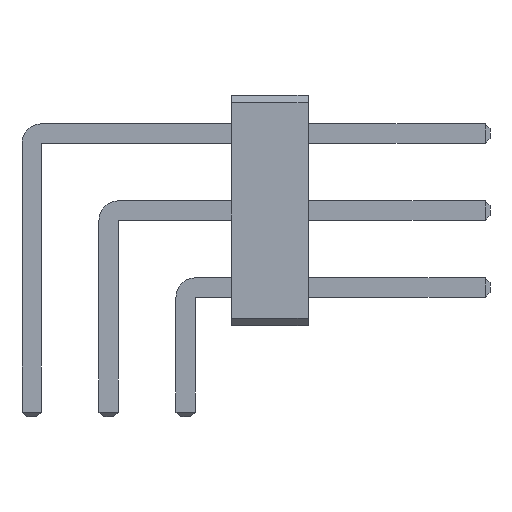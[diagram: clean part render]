
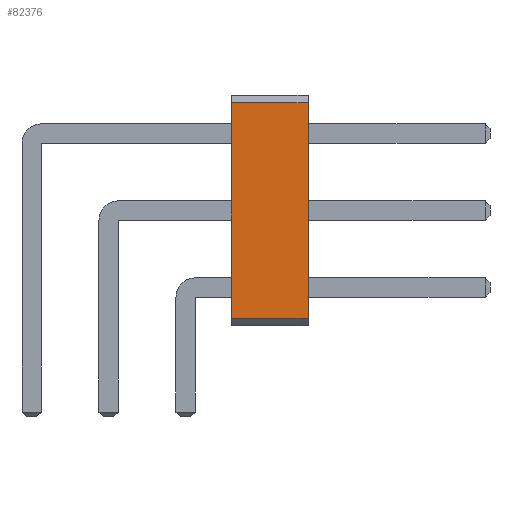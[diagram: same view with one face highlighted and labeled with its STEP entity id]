
A CAD part, front view. The second image highlights one B-rep face of the part: STEP entity #82376.
In plain terms, the highlighted planar face has unit normal (0, -1, 0).
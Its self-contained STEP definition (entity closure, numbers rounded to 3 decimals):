
#82376 = ADVANCED_FACE('',(#82377),#82411,.T.);
#82377 = FACE_BOUND('',#82378,.T.);
#82378 = EDGE_LOOP('',(#82379,#82389,#82397,#82405));
#82379 = ORIENTED_EDGE('',*,*,#82380,.T.);
#82380 = EDGE_CURVE('',#82381,#82383,#82385,.T.);
#82381 = VERTEX_POINT('',#82382);
#82382 = CARTESIAN_POINT('',(6.58,-100.33,0.254));
#82383 = VERTEX_POINT('',#82384);
#82384 = CARTESIAN_POINT('',(9.12,-100.33,0.254));
#82385 = LINE('',#82386,#82387);
#82386 = CARTESIAN_POINT('',(6.58,-100.33,0.254));
#82387 = VECTOR('',#82388,1.);
#82388 = DIRECTION('',(1.,0.,0.));
#82389 = ORIENTED_EDGE('',*,*,#82390,.T.);
#82390 = EDGE_CURVE('',#82383,#82391,#82393,.T.);
#82391 = VERTEX_POINT('',#82392);
#82392 = CARTESIAN_POINT('',(9.12,-100.33,7.366));
#82393 = LINE('',#82394,#82395);
#82394 = CARTESIAN_POINT('',(9.12,-100.33,0.254));
#82395 = VECTOR('',#82396,1.);
#82396 = DIRECTION('',(0.,0.,1.));
#82397 = ORIENTED_EDGE('',*,*,#82398,.F.);
#82398 = EDGE_CURVE('',#82399,#82391,#82401,.T.);
#82399 = VERTEX_POINT('',#82400);
#82400 = CARTESIAN_POINT('',(6.58,-100.33,7.366));
#82401 = LINE('',#82402,#82403);
#82402 = CARTESIAN_POINT('',(6.58,-100.33,7.366));
#82403 = VECTOR('',#82404,1.);
#82404 = DIRECTION('',(1.,0.,0.));
#82405 = ORIENTED_EDGE('',*,*,#82406,.F.);
#82406 = EDGE_CURVE('',#82381,#82399,#82407,.T.);
#82407 = LINE('',#82408,#82409);
#82408 = CARTESIAN_POINT('',(6.58,-100.33,0.254));
#82409 = VECTOR('',#82410,1.);
#82410 = DIRECTION('',(0.,0.,1.));
#82411 = PLANE('',#82412);
#82412 = AXIS2_PLACEMENT_3D('',#82413,#82414,#82415);
#82413 = CARTESIAN_POINT('',(6.58,-100.33,0.254));
#82414 = DIRECTION('',(0.,-1.,0.));
#82415 = DIRECTION('',(0.,0.,1.));
